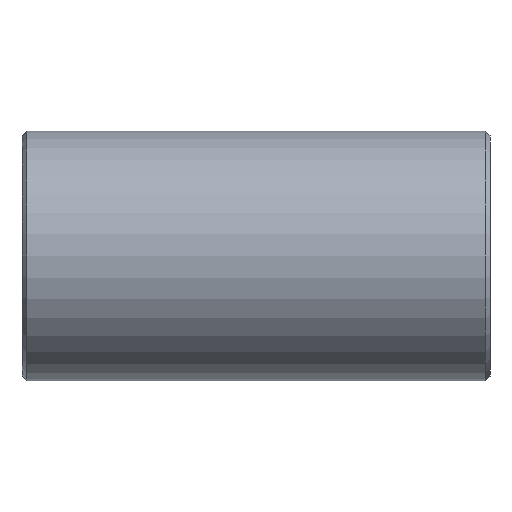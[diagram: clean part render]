
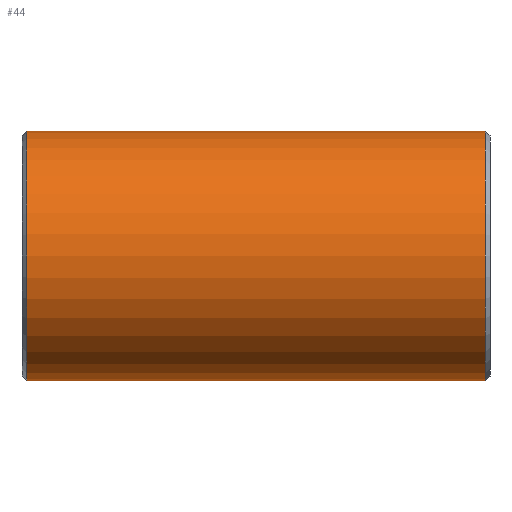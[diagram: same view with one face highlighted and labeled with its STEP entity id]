
A CAD part, front view. The second image highlights one B-rep face of the part: STEP entity #44.
In plain terms, the highlighted cylindrical face has radius 50.8 mm (diameter 101.6 mm), a partial arc.
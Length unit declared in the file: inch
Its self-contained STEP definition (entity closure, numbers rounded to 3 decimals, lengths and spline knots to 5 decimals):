
#4 = AXIS2_PLACEMENT_3D ( 'NONE', #247, #479, #46 ) ;
#44 = ADVANCED_FACE ( 'NONE', ( #98 ), #408, .T. ) ;
#46 = DIRECTION ( 'NONE',  ( 0., 0., 1. ) ) ;
#73 = VERTEX_POINT ( 'NONE', #780 ) ;
#98 = FACE_OUTER_BOUND ( 'NONE', #510, .T. ) ;
#107 = AXIS2_PLACEMENT_3D ( 'NONE', #163, #111, #158 ) ;
#111 = DIRECTION ( 'NONE',  ( -1., 0., 0. ) ) ;
#139 = CARTESIAN_POINT ( 'NONE',  ( 3.67467, 0., 2. ) ) ;
#157 = CARTESIAN_POINT ( 'NONE',  ( 3.75, 0., -2. ) ) ;
#158 = DIRECTION ( 'NONE',  ( 0., 0., 1. ) ) ;
#163 = CARTESIAN_POINT ( 'NONE',  ( 3.75, 0., 0. ) ) ;
#168 = DIRECTION ( 'NONE',  ( -1., 0., 0. ) ) ;
#187 = CIRCLE ( 'NONE', #4, 2. ) ;
#204 = EDGE_CURVE ( 'NONE', #584, #493, #634, .T. ) ;
#233 = DIRECTION ( 'NONE',  ( 0., 0., -1. ) ) ;
#247 = CARTESIAN_POINT ( 'NONE',  ( -3.67467, 0., 0. ) ) ;
#250 = EDGE_CURVE ( 'NONE', #73, #666, #719, .T. ) ;
#307 = CARTESIAN_POINT ( 'NONE',  ( -3.67467, 0., -2. ) ) ;
#311 = ORIENTED_EDGE ( 'NONE', *, *, #723, .T. ) ;
#329 = DIRECTION ( 'NONE',  ( -1., 0., 0. ) ) ;
#334 = CARTESIAN_POINT ( 'NONE',  ( 3.75, 0., 2. ) ) ;
#368 = VECTOR ( 'NONE', #329, 39.37008 ) ;
#384 = VECTOR ( 'NONE', #168, 39.37008 ) ;
#408 = CYLINDRICAL_SURFACE ( 'NONE', #107, 2. ) ;
#411 = ORIENTED_EDGE ( 'NONE', *, *, #204, .T. ) ;
#461 = AXIS2_PLACEMENT_3D ( 'NONE', #490, #552, #233 ) ;
#478 = ORIENTED_EDGE ( 'NONE', *, *, #705, .T. ) ;
#479 = DIRECTION ( 'NONE',  ( 1., 0., 0. ) ) ;
#490 = CARTESIAN_POINT ( 'NONE',  ( 3.67467, 0., 0. ) ) ;
#493 = VERTEX_POINT ( 'NONE', #547 ) ;
#510 = EDGE_LOOP ( 'NONE', ( #748, #478, #411, #311 ) ) ;
#537 = CIRCLE ( 'NONE', #461, 2. ) ;
#547 = CARTESIAN_POINT ( 'NONE',  ( -3.67467, 0., 2. ) ) ;
#552 = DIRECTION ( 'NONE',  ( -1., 0., 0. ) ) ;
#584 = VERTEX_POINT ( 'NONE', #139 ) ;
#634 = LINE ( 'NONE', #334, #368 ) ;
#666 = VERTEX_POINT ( 'NONE', #307 ) ;
#705 = EDGE_CURVE ( 'NONE', #73, #584, #537, .T. ) ;
#719 = LINE ( 'NONE', #157, #384 ) ;
#723 = EDGE_CURVE ( 'NONE', #493, #666, #187, .T. ) ;
#748 = ORIENTED_EDGE ( 'NONE', *, *, #250, .F. ) ;
#780 = CARTESIAN_POINT ( 'NONE',  ( 3.67467, 0., -2. ) ) ;
